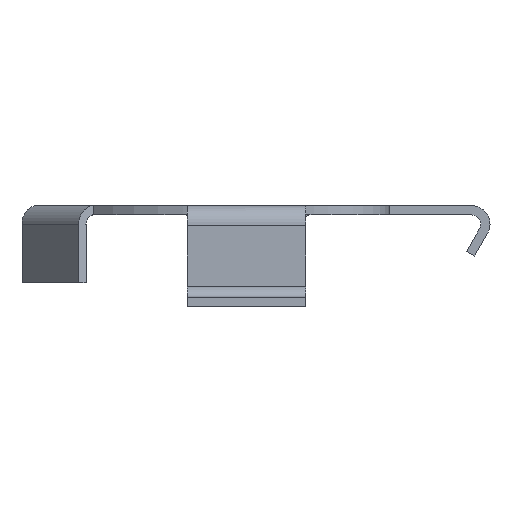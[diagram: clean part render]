
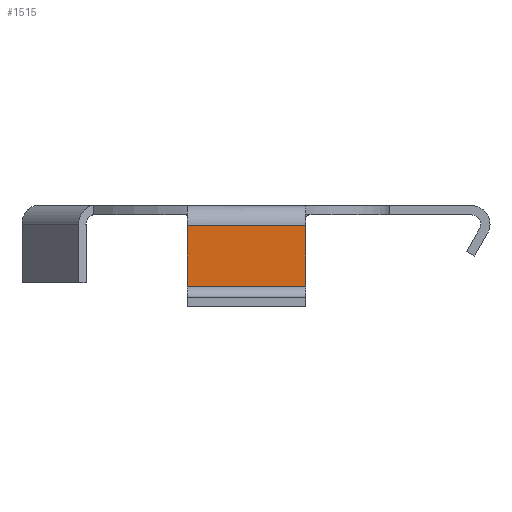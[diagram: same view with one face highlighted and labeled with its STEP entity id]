
A CAD part, left-side view. The second image highlights one B-rep face of the part: STEP entity #1515.
In plain terms, the highlighted planar face has unit normal (-1, 0, 0).
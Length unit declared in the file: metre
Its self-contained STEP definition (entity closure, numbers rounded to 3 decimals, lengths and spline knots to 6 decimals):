
#225=ORIENTED_EDGE('',*,*,#680,.F.);
#226=ORIENTED_EDGE('',*,*,#679,.F.);
#227=ORIENTED_EDGE('',*,*,#681,.T.);
#228=ORIENTED_EDGE('',*,*,#682,.T.);
#679=EDGE_CURVE('',#900,#899,#1027,.T.);
#680=EDGE_CURVE('',#899,#901,#1028,.T.);
#681=EDGE_CURVE('',#900,#902,#1029,.T.);
#682=EDGE_CURVE('',#902,#901,#1030,.T.);
#899=VERTEX_POINT('',#2404);
#900=VERTEX_POINT('',#2406);
#901=VERTEX_POINT('',#2410);
#902=VERTEX_POINT('',#2412);
#1027=LINE('',#2407,#1187);
#1028=LINE('',#2409,#1188);
#1029=LINE('',#2411,#1189);
#1030=LINE('',#2413,#1190);
#1187=VECTOR('',#1893,1.);
#1188=VECTOR('',#1896,1.);
#1189=VECTOR('',#1897,1.);
#1190=VECTOR('',#1898,1.);
#1286=EDGE_LOOP('',(#225,#226,#227,#228));
#1376=FACE_BOUND('',#1286,.T.);
#1461=PLANE('',#1640);
#1515=ADVANCED_FACE('',(#1376),#1461,.T.);
#1640=AXIS2_PLACEMENT_3D('',#2408,#1894,#1895);
#1893=DIRECTION('',(0.,1.,0.));
#1894=DIRECTION('',(-1.,0.,0.));
#1895=DIRECTION('',(0.,0.,1.));
#1896=DIRECTION('',(0.,0.,1.));
#1897=DIRECTION('',(0.,0.,1.));
#1898=DIRECTION('',(0.,1.,0.));
#2404=CARTESIAN_POINT('',(-0.006605,0.001585,0.000533));
#2406=CARTESIAN_POINT('',(-0.006605,-0.001585,0.000533));
#2407=CARTESIAN_POINT('',(-0.006605,-0.022334,0.000533));
#2408=CARTESIAN_POINT('',(-0.006605,-0.022334,0.00135));
#2409=CARTESIAN_POINT('',(-0.006605,0.001585,0.005));
#2410=CARTESIAN_POINT('',(-0.006605,0.001585,0.002167));
#2411=CARTESIAN_POINT('',(-0.006605,-0.001585,0.005));
#2412=CARTESIAN_POINT('',(-0.006605,-0.001585,0.002167));
#2413=CARTESIAN_POINT('',(-0.006605,-0.022334,0.002167));
